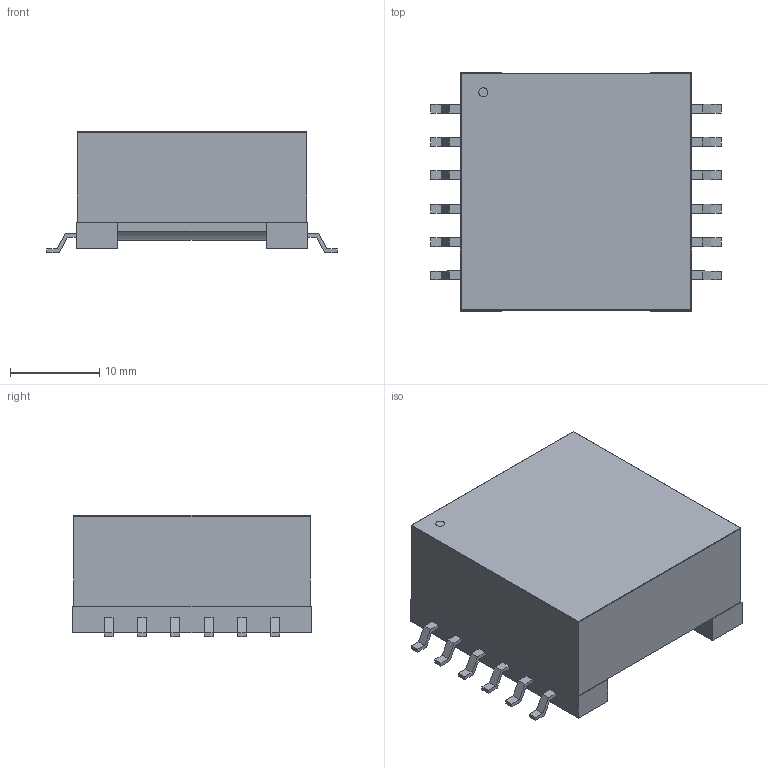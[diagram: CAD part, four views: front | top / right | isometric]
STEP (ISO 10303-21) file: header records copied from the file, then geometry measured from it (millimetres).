
FILE_DESCRIPTION((''),'2;1');
FILE_NAME('IND_COILCRAFT_HPH6.stp','2013-01-21T11:25:51',(''),(''),'Mechanical Desktop 2011','Mechanical Desktop 2011',', , ');
FILE_SCHEMA(('AUTOMOTIVE_DESIGN { 1 2 10303 214 1 1 1 1 }'));
Length unit declared in the file: millimetre
Products named in the file (1): Product
Bounding box: 32.65 x 26.75 x 13.6 mm (x, y, z)
Volume: 8174.4 mm3; surface area: 5394.4 mm2
Topology: 18 solids, 18 shells, 158 faces, 366 edges, 244 vertices
Faces by surface type: plane 79, bspline 73, cylinder 6
Entity records: 4452 total; most frequent: CARTESIAN_POINT 1000, ORIENTED_EDGE 732, DIRECTION 546, EDGE_CURVE 366, VECTOR 350, LINE 350, VERTEX_POINT 244, EDGE_LOOP 160
